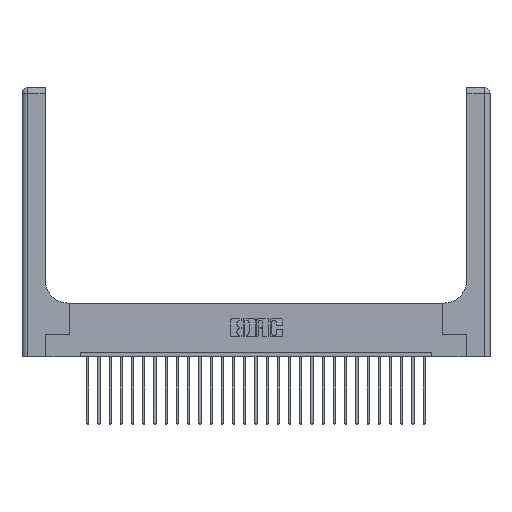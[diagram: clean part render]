
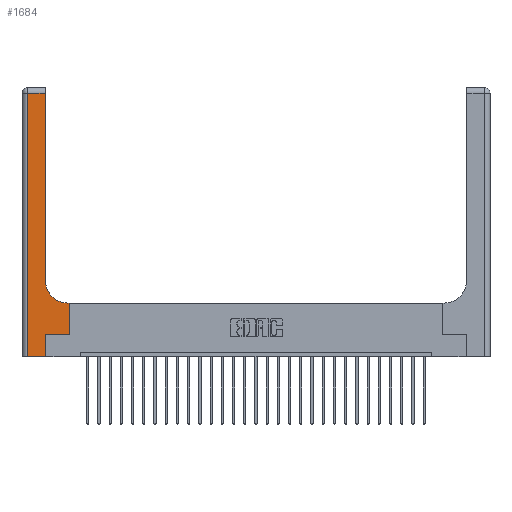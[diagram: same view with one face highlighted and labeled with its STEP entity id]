
A CAD part, top view. The second image highlights one B-rep face of the part: STEP entity #1684.
In plain terms, the highlighted planar face has unit normal (0, 0, 1).
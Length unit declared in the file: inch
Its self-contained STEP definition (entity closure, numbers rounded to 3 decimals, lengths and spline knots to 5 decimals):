
#293 = VERTEX_POINT ( 'NONE', #11521 ) ;
#366 = DIRECTION ( 'NONE',  ( -1., 0., 0. ) ) ;
#499 = CARTESIAN_POINT ( 'NONE',  ( 0., 2.94, 0.37 ) ) ;
#756 = ORIENTED_EDGE ( 'NONE', *, *, #22113, .T. ) ;
#782 = VERTEX_POINT ( 'NONE', #12141 ) ;
#1412 = VERTEX_POINT ( 'NONE', #2889 ) ;
#1668 = CIRCLE ( 'NONE', #9294, 0.25 ) ;
#1684 = ADVANCED_FACE ( 'NONE', ( #4609 ), #20753, .F. ) ;
#2131 = CARTESIAN_POINT ( 'NONE',  ( 0.528, 0.25, 0.37 ) ) ;
#2150 = CARTESIAN_POINT ( 'NONE',  ( 0.51, 0.85, 0.37 ) ) ;
#2743 = DIRECTION ( 'NONE',  ( -1., 0., 0. ) ) ;
#2883 = EDGE_CURVE ( 'NONE', #10187, #782, #14737, .T. ) ;
#2887 = VECTOR ( 'NONE', #3091, 39.37008 ) ;
#2889 = CARTESIAN_POINT ( 'NONE',  ( 0.528, 0.6, 0.37 ) ) ;
#3091 = DIRECTION ( 'NONE',  ( 0., -1., 0. ) ) ;
#3656 = EDGE_CURVE ( 'NONE', #16671, #11586, #22076, .T. ) ;
#4203 = LINE ( 'NONE', #12196, #6899 ) ;
#4609 = FACE_OUTER_BOUND ( 'NONE', #19273, .T. ) ;
#5093 = CARTESIAN_POINT ( 'NONE',  ( 0.06, 3., 0.37 ) ) ;
#5217 = VECTOR ( 'NONE', #15472, 39.37008 ) ;
#5666 = CARTESIAN_POINT ( 'NONE',  ( 0.265, 0.25, 0.37 ) ) ;
#5698 = CARTESIAN_POINT ( 'NONE',  ( 0.26, 0.6, 0.37 ) ) ;
#5740 = VECTOR ( 'NONE', #15655, 39.37008 ) ;
#6282 = CARTESIAN_POINT ( 'NONE',  ( 0.26, 2.94, 0.37 ) ) ;
#6899 = VECTOR ( 'NONE', #20058, 39.37008 ) ;
#7092 = LINE ( 'NONE', #19480, #5217 ) ;
#7772 = EDGE_CURVE ( 'NONE', #782, #23961, #9089, .T. ) ;
#9089 = LINE ( 'NONE', #5093, #2887 ) ;
#9294 = AXIS2_PLACEMENT_3D ( 'NONE', #2150, #12682, #14273 ) ;
#9572 = DIRECTION ( 'NONE',  ( 0., 1., 0. ) ) ;
#9700 = CARTESIAN_POINT ( 'NONE',  ( 0.265, 0., 0.37 ) ) ;
#10187 = VERTEX_POINT ( 'NONE', #6282 ) ;
#10206 = DIRECTION ( 'NONE',  ( 0., 0., -1. ) ) ;
#10360 = VECTOR ( 'NONE', #9572, 39.37008 ) ;
#11501 = VERTEX_POINT ( 'NONE', #17092 ) ;
#11521 = CARTESIAN_POINT ( 'NONE',  ( 0.51, 0.6, 0.37 ) ) ;
#11586 = VERTEX_POINT ( 'NONE', #19503 ) ;
#12100 = ORIENTED_EDGE ( 'NONE', *, *, #22729, .T. ) ;
#12141 = CARTESIAN_POINT ( 'NONE',  ( 0.06, 2.94, 0.37 ) ) ;
#12196 = CARTESIAN_POINT ( 'NONE',  ( 0., 0., 0.37 ) ) ;
#12659 = ORIENTED_EDGE ( 'NONE', *, *, #15169, .T. ) ;
#12682 = DIRECTION ( 'NONE',  ( 0., 0., -1. ) ) ;
#12933 = ORIENTED_EDGE ( 'NONE', *, *, #2883, .T. ) ;
#13279 = ORIENTED_EDGE ( 'NONE', *, *, #7772, .T. ) ;
#13835 = DIRECTION ( 'NONE',  ( -1., 0., 0. ) ) ;
#14273 = DIRECTION ( 'NONE',  ( 1., 0., 0. ) ) ;
#14737 = LINE ( 'NONE', #499, #20483 ) ;
#15169 = EDGE_CURVE ( 'NONE', #11586, #1412, #16101, .T. ) ;
#15472 = DIRECTION ( 'NONE',  ( 0., 1., 0. ) ) ;
#15655 = DIRECTION ( 'NONE',  ( 1., 0., 0. ) ) ;
#15874 = VECTOR ( 'NONE', #13835, 39.37008 ) ;
#15886 = VECTOR ( 'NONE', #24283, 39.37008 ) ;
#15984 = ORIENTED_EDGE ( 'NONE', *, *, #25333, .T. ) ;
#16101 = LINE ( 'NONE', #2131, #15886 ) ;
#16671 = VERTEX_POINT ( 'NONE', #5666 ) ;
#17092 = CARTESIAN_POINT ( 'NONE',  ( 0.26, 0.85, 0.37 ) ) ;
#17386 = CARTESIAN_POINT ( 'NONE',  ( 0.265, 0., 0.37 ) ) ;
#17780 = CARTESIAN_POINT ( 'NONE',  ( 0.265, 0.25, 0.37 ) ) ;
#17786 = CARTESIAN_POINT ( 'NONE',  ( 0.06, 0., 0.37 ) ) ;
#18722 = EDGE_CURVE ( 'NONE', #293, #11501, #1668, .T. ) ;
#19273 = EDGE_LOOP ( 'NONE', ( #12100, #12933, #13279, #756, #20250, #24103, #12659, #15984, #22428 ) ) ;
#19480 = CARTESIAN_POINT ( 'NONE',  ( 0.26, 3., 0.37 ) ) ;
#19503 = CARTESIAN_POINT ( 'NONE',  ( 0.528, 0.25, 0.37 ) ) ;
#19703 = VERTEX_POINT ( 'NONE', #17386 ) ;
#19715 = LINE ( 'NONE', #9700, #10360 ) ;
#20058 = DIRECTION ( 'NONE',  ( 1., 0., 0. ) ) ;
#20250 = ORIENTED_EDGE ( 'NONE', *, *, #25328, .T. ) ;
#20483 = VECTOR ( 'NONE', #2743, 39.37008 ) ;
#20484 = CARTESIAN_POINT ( 'NONE',  ( 0., 3., 0.37 ) ) ;
#20753 = PLANE ( 'NONE',  #25048 ) ;
#22076 = LINE ( 'NONE', #17780, #5740 ) ;
#22113 = EDGE_CURVE ( 'NONE', #23961, #19703, #4203, .T. ) ;
#22428 = ORIENTED_EDGE ( 'NONE', *, *, #18722, .T. ) ;
#22729 = EDGE_CURVE ( 'NONE', #11501, #10187, #7092, .T. ) ;
#23961 = VERTEX_POINT ( 'NONE', #17786 ) ;
#23993 = LINE ( 'NONE', #5698, #15874 ) ;
#24103 = ORIENTED_EDGE ( 'NONE', *, *, #3656, .T. ) ;
#24283 = DIRECTION ( 'NONE',  ( 0., 1., 0. ) ) ;
#25048 = AXIS2_PLACEMENT_3D ( 'NONE', #20484, #10206, #366 ) ;
#25328 = EDGE_CURVE ( 'NONE', #19703, #16671, #19715, .T. ) ;
#25333 = EDGE_CURVE ( 'NONE', #1412, #293, #23993, .T. ) ;
